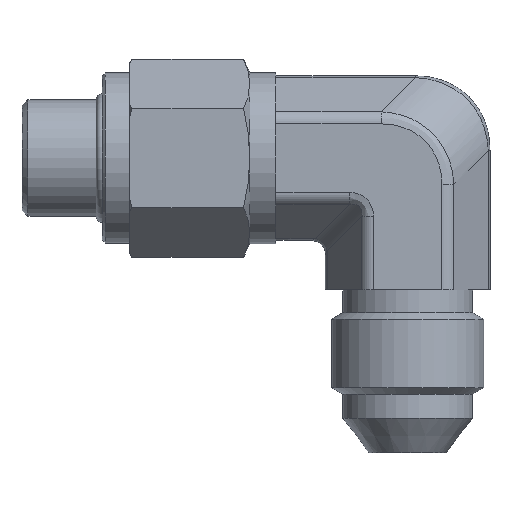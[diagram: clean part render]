
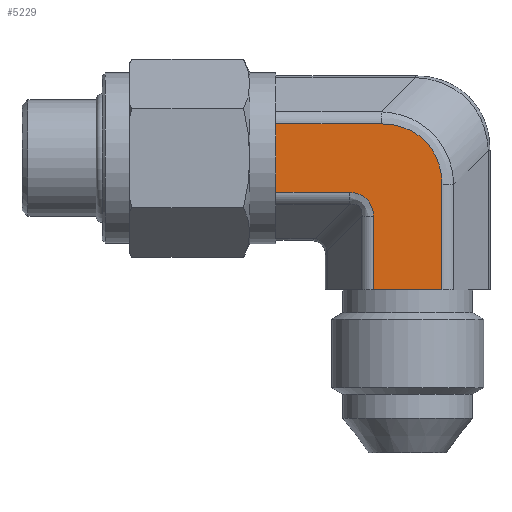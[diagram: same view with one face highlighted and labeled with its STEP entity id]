
A CAD part, front view. The second image highlights one B-rep face of the part: STEP entity #5229.
In plain terms, the highlighted planar face has unit normal (0, -1, 0).
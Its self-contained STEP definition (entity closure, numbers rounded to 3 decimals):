
#43=ELLIPSE('',#5418,7.552,5.85);
#50=ELLIPSE('',#5457,2.969,2.3);
#551=PLANE('',#5495);
#828=FACE_OUTER_BOUND('',#1148,.T.);
#1148=EDGE_LOOP('',(#4802,#4803,#4804,#4805,#4806,#4807,#4808,#4809));
#1573=LINE('',#9100,#2029);
#1574=LINE('',#9135,#2030);
#1582=LINE('',#9153,#2038);
#1595=LINE('',#9324,#2051);
#1598=LINE('',#9331,#2054);
#1617=LINE('',#9480,#2073);
#2029=VECTOR('',#6213,10.);
#2030=VECTOR('',#6224,10.);
#2038=VECTOR('',#6242,10.);
#2051=VECTOR('',#6321,10.);
#2054=VECTOR('',#6328,10.);
#2073=VECTOR('',#6415,10.);
#2564=VERTEX_POINT('',#9093);
#2567=VERTEX_POINT('',#9098);
#2569=VERTEX_POINT('',#9127);
#2571=VERTEX_POINT('',#9133);
#2576=VERTEX_POINT('',#9152);
#2595=VERTEX_POINT('',#9318);
#2596=VERTEX_POINT('',#9320);
#2597=VERTEX_POINT('',#9327);
#3267=EDGE_CURVE('',#2567,#2564,#1573,.T.);
#3269=EDGE_CURVE('',#2569,#2567,#43,.T.);
#3272=EDGE_CURVE('',#2571,#2569,#1574,.T.);
#3281=EDGE_CURVE('',#2576,#2564,#1582,.T.);
#3314=EDGE_CURVE('',#2595,#2596,#50,.T.);
#3316=EDGE_CURVE('',#2576,#2595,#1595,.T.);
#3320=EDGE_CURVE('',#2596,#2597,#1598,.T.);
#3358=EDGE_CURVE('',#2597,#2571,#1617,.T.);
#4802=ORIENTED_EDGE('',*,*,#3272,.F.);
#4803=ORIENTED_EDGE('',*,*,#3358,.F.);
#4804=ORIENTED_EDGE('',*,*,#3320,.F.);
#4805=ORIENTED_EDGE('',*,*,#3314,.F.);
#4806=ORIENTED_EDGE('',*,*,#3316,.F.);
#4807=ORIENTED_EDGE('',*,*,#3281,.T.);
#4808=ORIENTED_EDGE('',*,*,#3267,.F.);
#4809=ORIENTED_EDGE('',*,*,#3269,.F.);
#5229=ADVANCED_FACE('',(#828),#551,.T.);
#5418=AXIS2_PLACEMENT_3D('',#9129,#6216,#6217);
#5457=AXIS2_PLACEMENT_3D('',#9321,#6315,#6316);
#5495=AXIS2_PLACEMENT_3D('',#9479,#6413,#6414);
#6213=DIRECTION('',(0.,0.,-1.));
#6216=DIRECTION('center_axis',(0.,1.,0.));
#6217=DIRECTION('ref_axis',(0.707,0.,0.707));
#6224=DIRECTION('',(1.,0.,0.));
#6242=DIRECTION('',(1.,0.,0.));
#6315=DIRECTION('center_axis',(0.,-1.,0.));
#6316=DIRECTION('ref_axis',(0.707,0.,0.707));
#6321=DIRECTION('',(0.,0.,1.));
#6328=DIRECTION('',(-1.,0.,0.));
#6413=DIRECTION('center_axis',(0.,-1.,0.));
#6414=DIRECTION('ref_axis',(0.,0.,-1.));
#6415=DIRECTION('',(0.,0.,1.));
#9093=CARTESIAN_POINT('',(26.032,-6.1,-11.));
#9098=CARTESIAN_POINT('',(26.032,-6.1,-2.208));
#9100=CARTESIAN_POINT('',(26.032,-6.1,-1.761));
#9127=CARTESIAN_POINT('',(20.966,-6.1,2.858));
#9129=CARTESIAN_POINT('Origin',(19.277,-6.1,-3.897));
#9133=CARTESIAN_POINT('',(12.174,-6.1,2.858));
#9135=CARTESIAN_POINT('',(12.174,-6.1,2.858));
#9152=CARTESIAN_POINT('',(20.316,-6.1,-11.));
#9153=CARTESIAN_POINT('',(19.652,-6.1,-11.));
#9318=CARTESIAN_POINT('',(20.316,-6.1,-4.85));
#9320=CARTESIAN_POINT('',(18.324,-6.1,-2.858));
#9321=CARTESIAN_POINT('Origin',(17.66,-6.1,-5.514));
#9324=CARTESIAN_POINT('',(20.316,-6.1,-1.761));
#9327=CARTESIAN_POINT('',(12.174,-6.1,-2.858));
#9331=CARTESIAN_POINT('',(12.174,-6.1,-2.858));
#9479=CARTESIAN_POINT('Origin',(12.174,-6.1,-3.522));
#9480=CARTESIAN_POINT('',(12.174,-6.1,-1.761));
